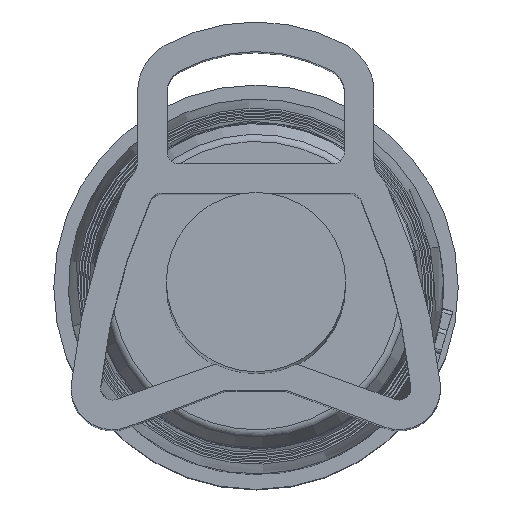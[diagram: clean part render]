
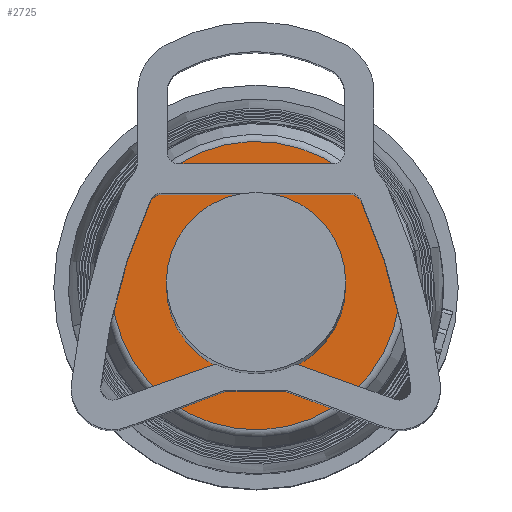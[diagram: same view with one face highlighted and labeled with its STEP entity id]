
A CAD part, top view. The second image highlights one B-rep face of the part: STEP entity #2725.
In plain terms, the highlighted planar face has unit normal (0, 0, 1).
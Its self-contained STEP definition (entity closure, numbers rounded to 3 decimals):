
#47=AXIS2_PLACEMENT_3D('Circle Axis2P3D',#45,#46,$) ;
#81=AXIS2_PLACEMENT_3D('Circle Axis2P3D',#79,#80,$) ;
#2683=AXIS2_PLACEMENT_3D('Circle Axis2P3D',#2681,#2682,$) ;
#2701=AXIS2_PLACEMENT_3D('Circle Axis2P3D',#2699,#2700,$) ;
#2715=AXIS2_PLACEMENT_3D('Plane Axis2P3D',#2712,#2713,#2714) ;
#40=CARTESIAN_POINT('Vertex',(7.159,4.959,31.4)) ;
#45=CARTESIAN_POINT('Axis2P3D Location',(4.959,4.959,31.4)) ;
#49=CARTESIAN_POINT('Vertex',(2.759,4.959,31.4)) ;
#79=CARTESIAN_POINT('Axis2P3D Location',(4.959,4.959,31.4)) ;
#2671=CARTESIAN_POINT('Vertex',(1.502,4.208,31.4)) ;
#2678=CARTESIAN_POINT('Vertex',(8.417,5.71,31.4)) ;
#2681=CARTESIAN_POINT('Axis2P3D Location',(4.959,4.959,31.4)) ;
#2699=CARTESIAN_POINT('Axis2P3D Location',(4.959,4.959,31.4)) ;
#2712=CARTESIAN_POINT('Axis2P3D Location',(8.464,3.928,31.4)) ;
#46=DIRECTION('Axis2P3D Direction',(0.,0.,1.)) ;
#80=DIRECTION('Axis2P3D Direction',(0.,0.,1.)) ;
#2682=DIRECTION('Axis2P3D Direction',(0.,0.,1.)) ;
#2700=DIRECTION('Axis2P3D Direction',(0.,0.,1.)) ;
#2713=DIRECTION('Axis2P3D Direction',(0.,0.,1.)) ;
#2714=DIRECTION('Axis2P3D XDirection',(0.959,-0.282,0.)) ;
#2718=ORIENTED_EDGE('',*,*,#2685,.T.) ;
#2719=ORIENTED_EDGE('',*,*,#2703,.T.) ;
#2722=ORIENTED_EDGE('',*,*,#51,.F.) ;
#2723=ORIENTED_EDGE('',*,*,#83,.F.) ;
#2724=FACE_BOUND('',#2721,.T.) ;
#2725=ADVANCED_FACE('Hauptk\X2\00F6\X0\rper',(#2720,#2724),#2716,.T.) ;
#48=CIRCLE('generated circle',#47,2.2) ;
#82=CIRCLE('generated circle',#81,2.2) ;
#2684=CIRCLE('generated circle',#2683,3.538) ;
#2702=CIRCLE('generated circle',#2701,3.538) ;
#51=EDGE_CURVE('',#41,#50,#48,.T.) ;
#83=EDGE_CURVE('',#50,#41,#82,.T.) ;
#2685=EDGE_CURVE('',#2672,#2679,#2684,.T.) ;
#2703=EDGE_CURVE('',#2679,#2672,#2702,.T.) ;
#2717=EDGE_LOOP('',(#2718,#2719)) ;
#2721=EDGE_LOOP('',(#2722,#2723)) ;
#2720=FACE_OUTER_BOUND('',#2717,.T.) ;
#2716=PLANE('',#2715) ;
#41=VERTEX_POINT('',#40) ;
#50=VERTEX_POINT('',#49) ;
#2672=VERTEX_POINT('',#2671) ;
#2679=VERTEX_POINT('',#2678) ;
